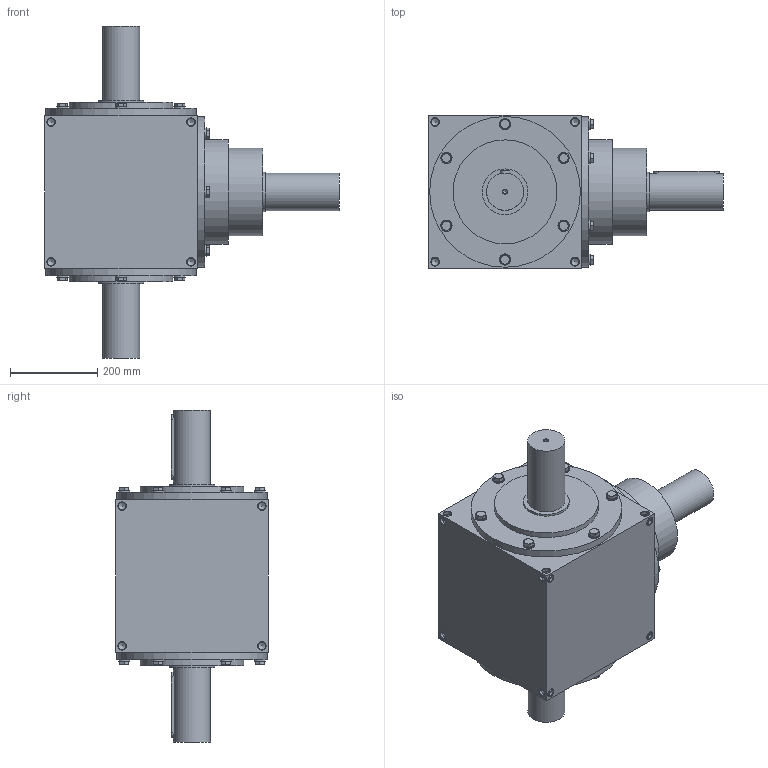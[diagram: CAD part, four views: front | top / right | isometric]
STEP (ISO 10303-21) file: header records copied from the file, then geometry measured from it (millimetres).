
FILE_DESCRIPTION(/* description */ ('STEP AP203'),/* implementation_level */ '2;1');
FILE_NAME(/* name */ 'RP350_S1_R.1_1',/* time_stamp */ '2023-01-09T10:41:09+01:00',/* author */ ('License CC BY-ND 4.0'),/* organization */ ('CADENAS'),/* preprocessor_version */ 'ST-DEVELOPER v18.102',/* originating_system */ 'PARTsolutions',/* authorisation */ ' ');
FILE_SCHEMA (('CONFIG_CONTROL_DESIGN'));
Length unit declared in the file: millimetre
Products named in the file (5): RP350_S1_R.1/1; RS350-proshaft; RC_RR350-screw; RR350-shaft; RP3501-case
Assembly tree (22 placements, depth 2):
  RP350_S1_R.1/1
    RS350-proshaft  x2
    RC_RR350-screw  x18
    RR350-shaft
    RP3501-case
Bounding box: 675 x 350 x 760 mm (x, y, z)
Volume: 56502152.7 mm3; surface area: 1539146.6 mm2
Topology: 22 solids, 22 shells, 446 faces, 1052 edges, 650 vertices
Faces by surface type: plane 194, cone 162, cylinder 90
Full cylindrical faces by diameter (mm): 10.106 x3, 17.294 x48, 26 x18, 85 x3, 90 x2, 105 x3, 200 x1, 238 x2, 240 x1, 345 x3
Entity records: 4506 total; most frequent: DIRECTION 832, CARTESIAN_POINT 770, ORIENTED_EDGE 536, AXIS2_PLACEMENT_3D 396, FACE_BOUND 318, EDGE_LOOP 292, EDGE_CURVE 268, VERTEX_POINT 238
